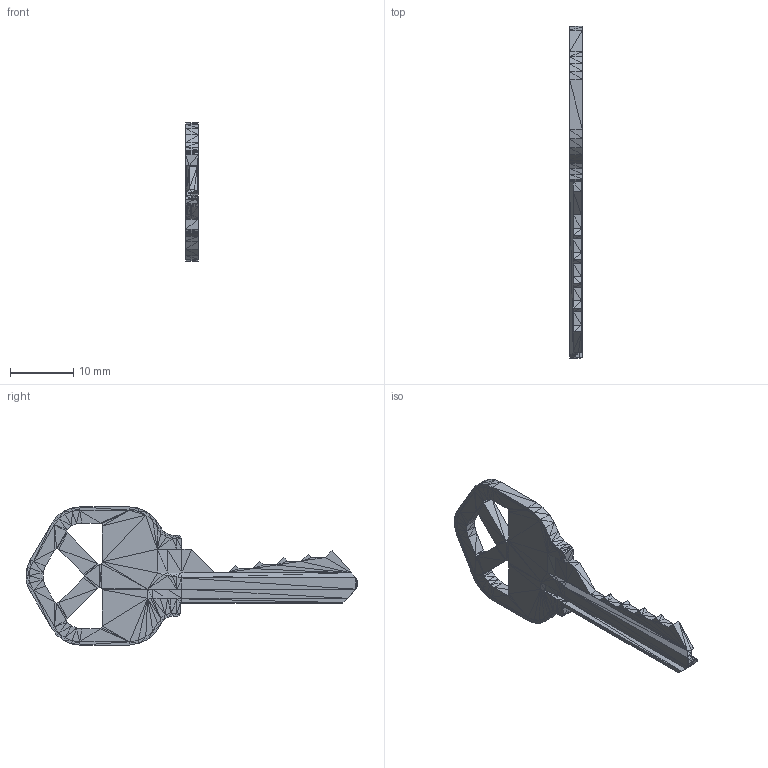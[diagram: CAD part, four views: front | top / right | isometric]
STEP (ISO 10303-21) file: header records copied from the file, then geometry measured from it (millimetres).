
FILE_DESCRIPTION(('FreeCAD Model'),'2;1');
FILE_NAME('Open CASCADE Shape Model','2025-11-19T01:34:03',('Author'),( ''),'Open CASCADE STEP processor 7.9','FreeCAD','Unknown');
FILE_SCHEMA(('AUTOMOTIVE_DESIGN { 1 0 10303 214 1 1 1 1 }'));
Length unit declared in the file: millimetre
Products named in the file (1): k1b001 (Solid)
Bounding box: 2 x 52.32 x 21.76 mm (x, y, z)
Volume: 876.2 mm3; surface area: 1539 mm2
Topology: 1 solids, 1 shells, 876 faces, 1314 edges, 434 vertices
Faces by surface type: plane 876
Entity records: 17104 total; most frequent: DIRECTION 3068, ORIENTED_EDGE 2628, CARTESIAN_POINT 2625, EDGE_CURVE 1314, LINE 1314, VECTOR 1314, AXIS2_PLACEMENT_3D 877, ADVANCED_FACE 876
